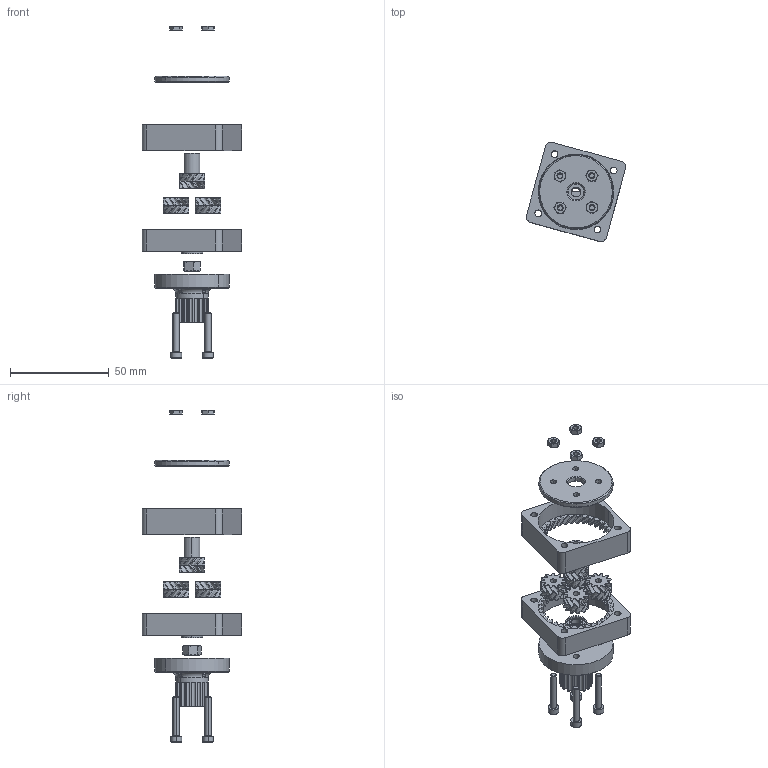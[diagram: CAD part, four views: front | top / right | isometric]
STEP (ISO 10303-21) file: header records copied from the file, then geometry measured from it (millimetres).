
FILE_DESCRIPTION (( 'STEP AP214' ), '1' );
FILE_NAME ('Helical gear box.STEP', '2021-06-14T05:34:15', ( '' ), ( '' ), 'SwSTEP 2.0', 'SolidWorks 2021', '' );
FILE_SCHEMA (( 'AUTOMOTIVE_DESIGN' ));
Length unit declared in the file: millimetre
Products named in the file (11): Inner_Helical_Gear_34.5mmOD_3x11.5mmID_4mmH_0.1mmBL_40deg_0.8mmM_33T_CW_Nema17; Gear_Base_11.4mmD_4x_4.7mmW_3mmH_4.4mmE_Top plate; hex nut style 1 gradeab_din_Hexagon Nut ISO 4032 - M3 - D - N; Double_Helical_Gear_11.3mmOD_5.4mmID_8mmH_0.1mmBL_40deg_0.8mmM_11T_Motor; radial ball bearing_68_skf_SKF - 618-5 - 10,SI,NC,10_68; hex nut style 1 gradeab_din_Hexagon Nut ISO 4032 - M5 - D - N; Helical gear box; Inner_Helical_Gear_34.5mmOD_3x11.5mmID_4mmH_0.1mmBL_40deg_0.8mmM_33T_CCW_Nema17; socket head cap screw_din_DIN 912 M3 x 20 --- 20N; Gear_Base_11.4mmD_4x_4.7mmW_3mmH_4.4mmE; Double_Helical_Gear_11.3mmOD_5.3mmID_8mmH_0.1mmBL_40deg_0.8mmM_11T
Assembly tree (19 placements, depth 2):
  Helical gear box
    Inner_Helical_Gear_34.5mmOD_3x11.5mmID_4mmH_0.1mmBL_40deg_0.8mmM_33T_CW_Nema17
    Double_Helical_Gear_11.3mmOD_5.4mmID_8mmH_0.1mmBL_40deg_0.8mmM_11T_Motor
    Double_Helical_Gear_11.3mmOD_5.3mmID_8mmH_0.1mmBL_40deg_0.8mmM_11T  x4
    Gear_Base_11.4mmD_4x_4.7mmW_3mmH_4.4mmE_Top plate
    Inner_Helical_Gear_34.5mmOD_3x11.5mmID_4mmH_0.1mmBL_40deg_0.8mmM_33T_CCW_Nema17
    Gear_Base_11.4mmD_4x_4.7mmW_3mmH_4.4mmE
    hex nut style 1 gradeab_din_Hexagon Nut ISO 4032 - M3 - D - N  x4
    socket head cap screw_din_DIN 912 M3 x 20 --- 20N  x4
    radial ball bearing_68_skf_SKF - 618-5 - 10,SI,NC,10_68
    hex nut style 1 gradeab_din_Hexagon Nut ISO 4032 - M5 - D - N
Bounding box: 50.25 x 50.25 x 168.02 mm (x, y, z)
Volume: 33126.7 mm3; surface area: 25993.6 mm2
Topology: 19 solids, 19 shells, 981 faces, 2666 edges, 1734 vertices
Faces by surface type: cylinder 346, bspline 312, plane 183, cone 108, torus 32
Entity records: 39803 total; most frequent: CARTESIAN_POINT 23209, ORIENTED_EDGE 3888, DIRECTION 2641, EDGE_CURVE 1944, VERTEX_POINT 1278, AXIS2_PLACEMENT_3D 1150, B_SPLINE_CURVE_WITH_KNOTS 928, EDGE_LOOP 762
